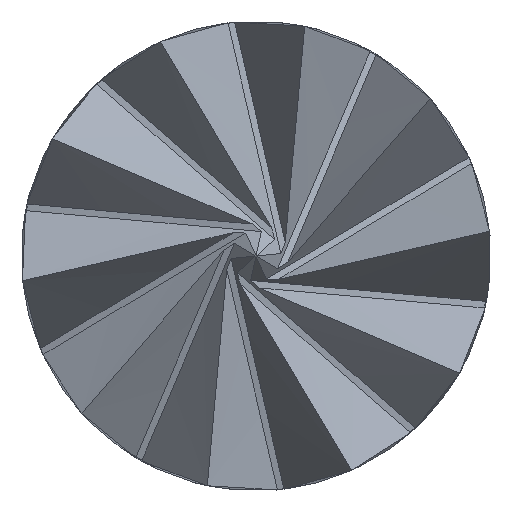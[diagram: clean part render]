
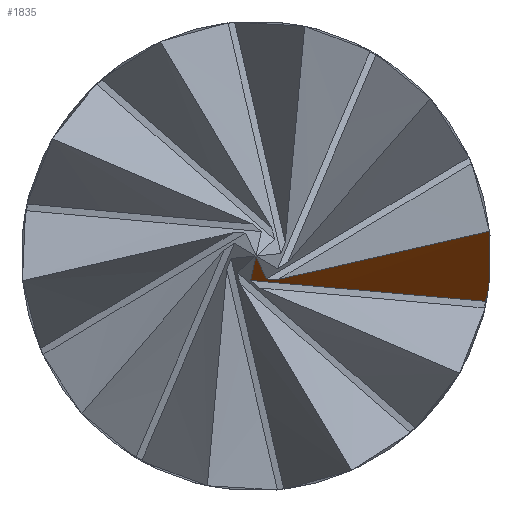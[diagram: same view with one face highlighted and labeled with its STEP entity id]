
A CAD part, left-side view. The second image highlights one B-rep face of the part: STEP entity #1835.
In plain terms, the highlighted conical face has half-angle 56.504 degrees and reference radius 8.263 mm.
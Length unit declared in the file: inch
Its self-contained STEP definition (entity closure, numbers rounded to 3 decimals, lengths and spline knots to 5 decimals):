
#25 = CARTESIAN_POINT ( 'NONE',  ( -0.26346, -0.00134, -0.00174 ) ) ;
#41 = CARTESIAN_POINT ( 'NONE',  ( -0.26151, -0.01752, -0.00163 ) ) ;
#77 = EDGE_CURVE ( 'NONE', #1081, #1429, #512, .T. ) ;
#106 = ORIENTED_EDGE ( 'NONE', *, *, #77, .T. ) ;
#168 = EDGE_LOOP ( 'NONE', ( #707, #1841, #106, #283, #1889, #439 ) ) ;
#172 = CARTESIAN_POINT ( 'NONE',  ( -0.2657, -0.01217, 0.00065 ) ) ;
#174 = CARTESIAN_POINT ( 'NONE',  ( -0.26424, -0.01759, 0.00011 ) ) ;
#225 = AXIS2_PLACEMENT_3D ( 'NONE', #522, #1136, #970 ) ;
#266 = FACE_OUTER_BOUND ( 'NONE', #168, .T. ) ;
#283 = ORIENTED_EDGE ( 'NONE', *, *, #789, .T. ) ;
#301 = CARTESIAN_POINT ( 'NONE',  ( -0.2645, -0.00691, -0.00056 ) ) ;
#323 = CARTESIAN_POINT ( 'NONE',  ( -0.2655, -0.00025, -0.00057 ) ) ;
#327 = CARTESIAN_POINT ( 'NONE',  ( -0.26699, -0.0174, 0.00184 ) ) ;
#418 = CARTESIAN_POINT ( 'NONE',  ( -0.26339, -0.00163, -0.00176 ) ) ;
#439 = ORIENTED_EDGE ( 'NONE', *, *, #1664, .T. ) ;
#512 = B_SPLINE_CURVE_WITH_KNOTS ( 'NONE', 3,
 ( #1820, #25, #1066, #1811 ),
 .UNSPECIFIED., .F., .F.,
 ( 4, 4 ),
 ( 0.00041, 0.00043 ),
 .UNSPECIFIED. ) ;
#522 = CARTESIAN_POINT ( 'NONE',  ( -0.62282, -0.10958, 0.02139 ) ) ;
#629 = CONICAL_SURFACE ( 'NONE', #225, 0.32531, 0.986 ) ;
#636 = DIRECTION ( 'NONE',  ( 0., 0.088, -0.996 ) ) ;
#705 = EDGE_CURVE ( 'NONE', #1935, #983, #733, .T. ) ;
#707 = ORIENTED_EDGE ( 'NONE', *, *, #768, .T. ) ;
#733 = B_SPLINE_CURVE_WITH_KNOTS ( 'NONE', 3,
 ( #998, #1047, #742, #1318 ),
 .UNSPECIFIED., .F., .F.,
 ( 4, 4 ),
 ( 0., 0.00009 ),
 .UNSPECIFIED. ) ;
#742 = CARTESIAN_POINT ( 'NONE',  ( -0.26455, 0.00027, -0.00121 ) ) ;
#749 = CARTESIAN_POINT ( 'NONE',  ( -0.26339, -0.00163, -0.00176 ) ) ;
#768 = EDGE_CURVE ( 'NONE', #931, #1723, #1340, .T. ) ;
#789 = EDGE_CURVE ( 'NONE', #1429, #1935, #866, .T. ) ;
#866 = B_SPLINE_CURVE_WITH_KNOTS ( 'NONE', 3,
 ( #1355, #1220, #323, #1826 ),
 .UNSPECIFIED., .F., .F.,
 ( 4, 4 ),
 ( 0.00001, 0.0001 ),
 .UNSPECIFIED. ) ;
#931 = VERTEX_POINT ( 'NONE', #1870 ) ;
#957 = CIRCLE ( 'NONE', #1433, 0.37495 ) ;
#970 = DIRECTION ( 'NONE',  ( 0., 0.996, 0.088 ) ) ;
#983 = VERTEX_POINT ( 'NONE', #1388 ) ;
#998 = CARTESIAN_POINT ( 'NONE',  ( -0.26645, 0., 0. ) ) ;
#1047 = CARTESIAN_POINT ( 'NONE',  ( -0.2655, 0.00013, -0.00061 ) ) ;
#1066 = CARTESIAN_POINT ( 'NONE',  ( -0.26353, -0.00104, -0.00173 ) ) ;
#1072 = CARTESIAN_POINT ( 'NONE',  ( -0.25879, -0.01717, -0.00338 ) ) ;
#1081 = VERTEX_POINT ( 'NONE', #418 ) ;
#1136 = DIRECTION ( 'NONE',  ( 0., 0.088, -0.996 ) ) ;
#1168 = CARTESIAN_POINT ( 'NONE',  ( -0.26645, 0., 0. ) ) ;
#1193 = B_SPLINE_CURVE_WITH_KNOTS ( 'NONE', 3,
 ( #1649, #172, #301, #749 ),
 .UNSPECIFIED., .F., .F.,
 ( 4, 4 ),
 ( 0.00001, 0.00043 ),
 .UNSPECIFIED. ) ;
#1204 = CARTESIAN_POINT ( 'NONE',  ( -0.26699, -0.0174, 0.00184 ) ) ;
#1220 = CARTESIAN_POINT ( 'NONE',  ( -0.26455, -0.0005, -0.00114 ) ) ;
#1239 = CARTESIAN_POINT ( 'NONE',  ( -0.62282, -0.10667, -0.01133 ) ) ;
#1318 = CARTESIAN_POINT ( 'NONE',  ( -0.26361, 0.0004, -0.00182 ) ) ;
#1340 = B_SPLINE_CURVE_WITH_KNOTS ( 'NONE', 3,
 ( #1072, #41, #174, #1204 ),
 .UNSPECIFIED., .F., .F.,
 ( 4, 4 ),
 ( 0.00009, 0.00034 ),
 .UNSPECIFIED. ) ;
#1355 = CARTESIAN_POINT ( 'NONE',  ( -0.26361, -0.00075, -0.00171 ) ) ;
#1388 = CARTESIAN_POINT ( 'NONE',  ( -0.26361, 0.0004, -0.00182 ) ) ;
#1429 = VERTEX_POINT ( 'NONE', #1496 ) ;
#1433 = AXIS2_PLACEMENT_3D ( 'NONE', #1239, #636, #1853 ) ;
#1496 = CARTESIAN_POINT ( 'NONE',  ( -0.26361, -0.00075, -0.00171 ) ) ;
#1564 = EDGE_CURVE ( 'NONE', #1723, #1081, #1193, .T. ) ;
#1649 = CARTESIAN_POINT ( 'NONE',  ( -0.26699, -0.0174, 0.00184 ) ) ;
#1664 = EDGE_CURVE ( 'NONE', #983, #931, #957, .T. ) ;
#1723 = VERTEX_POINT ( 'NONE', #327 ) ;
#1811 = CARTESIAN_POINT ( 'NONE',  ( -0.26361, -0.00075, -0.00171 ) ) ;
#1820 = CARTESIAN_POINT ( 'NONE',  ( -0.26339, -0.00163, -0.00176 ) ) ;
#1826 = CARTESIAN_POINT ( 'NONE',  ( -0.26645, 0., 0. ) ) ;
#1835 = ADVANCED_FACE ( 'NONE', ( #266 ), #629, .F. ) ;
#1841 = ORIENTED_EDGE ( 'NONE', *, *, #1564, .T. ) ;
#1853 = DIRECTION ( 'NONE',  ( 0., 0.996, 0.088 ) ) ;
#1870 = CARTESIAN_POINT ( 'NONE',  ( -0.25879, -0.01717, -0.00338 ) ) ;
#1889 = ORIENTED_EDGE ( 'NONE', *, *, #705, .T. ) ;
#1935 = VERTEX_POINT ( 'NONE', #1168 ) ;
